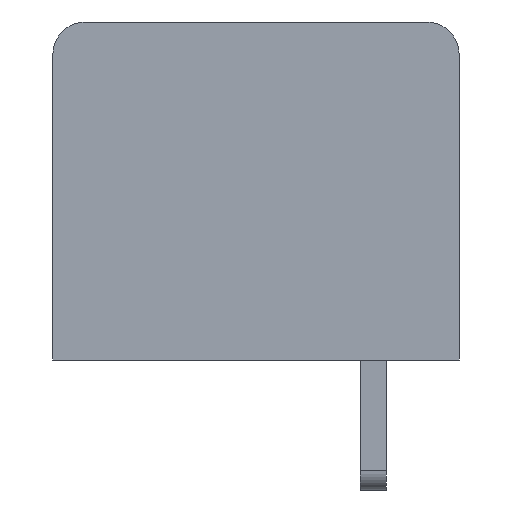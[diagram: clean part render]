
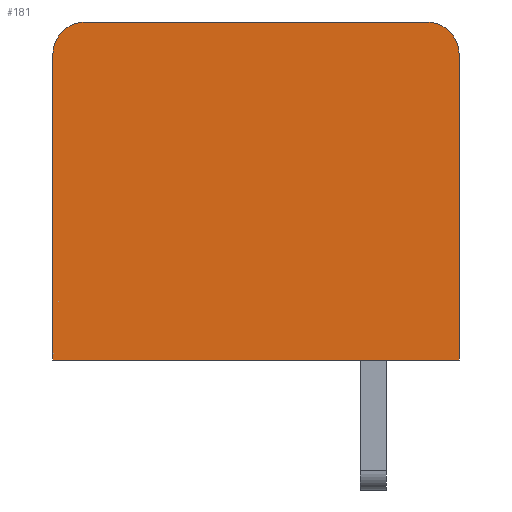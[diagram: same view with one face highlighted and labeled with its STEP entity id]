
A CAD part, left-side view. The second image highlights one B-rep face of the part: STEP entity #181.
In plain terms, the highlighted planar face has unit normal (-1, 0, 0).
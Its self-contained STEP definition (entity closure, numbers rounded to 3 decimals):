
#181=ADVANCED_FACE('',(#350),#351,.F.);
#350=FACE_OUTER_BOUND('',#505,.T.);
#351=PLANE('',#506);
#505=EDGE_LOOP('',(#878,#879,#880,#881,#882,#883));
#506=AXIS2_PLACEMENT_3D('',#884,#885,#886);
#878=ORIENTED_EDGE('',*,*,#1082,.F.);
#879=ORIENTED_EDGE('',*,*,#1085,.T.);
#880=ORIENTED_EDGE('',*,*,#971,.F.);
#881=ORIENTED_EDGE('',*,*,#1086,.T.);
#882=ORIENTED_EDGE('',*,*,#1072,.T.);
#883=ORIENTED_EDGE('',*,*,#1065,.T.);
#884=CARTESIAN_POINT('',(-3.81,6.25,10.4));
#885=DIRECTION('',(1.0,0.0,0.0));
#886=DIRECTION('',(0.0,0.0,-1.0));
#971=EDGE_CURVE('',#1150,#1145,#1152,.T.);
#1065=EDGE_CURVE('',#1291,#1292,#1293,.T.);
#1072=EDGE_CURVE('',#1303,#1291,#1304,.T.);
#1082=EDGE_CURVE('',#1316,#1292,#1318,.T.);
#1085=EDGE_CURVE('',#1316,#1145,#1321,.F.);
#1086=EDGE_CURVE('',#1150,#1303,#1322,.F.);
#1145=VERTEX_POINT('',#1400);
#1150=VERTEX_POINT('',#1407);
#1152=LINE('',#1410,#1411);
#1291=VERTEX_POINT('',#1610);
#1292=VERTEX_POINT('',#1611);
#1293=LINE('',#1612,#1613);
#1303=VERTEX_POINT('',#1628);
#1304=LINE('',#1629,#1630);
#1316=VERTEX_POINT('',#1646);
#1318=LINE('',#1649,#1650);
#1321=CIRCLE('',#1654,1.0);
#1322=CIRCLE('',#1655,1.0);
#1400=CARTESIAN_POINT('',(-3.81,-5.25,10.4));
#1407=CARTESIAN_POINT('',(-3.81,5.25,10.4));
#1410=CARTESIAN_POINT('',(-3.81,6.25,10.4));
#1411=VECTOR('',#1700,1.0);
#1610=CARTESIAN_POINT('',(-3.81,6.25,0.0));
#1611=CARTESIAN_POINT('',(-3.81,-6.25,0.0));
#1612=CARTESIAN_POINT('',(-3.81,6.25,0.0));
#1613=VECTOR('',#1782,1.0);
#1628=CARTESIAN_POINT('',(-3.81,6.25,9.4));
#1629=CARTESIAN_POINT('',(-3.81,6.25,10.4));
#1630=VECTOR('',#1788,1.0);
#1646=CARTESIAN_POINT('',(-3.81,-6.25,9.4));
#1649=CARTESIAN_POINT('',(-3.81,-6.25,10.4));
#1650=VECTOR('',#1800,1.0);
#1654=AXIS2_PLACEMENT_3D('',#1802,#1803,#1804);
#1655=AXIS2_PLACEMENT_3D('',#1805,#1806,#1807);
#1700=DIRECTION('',(0.0,-1.0,0.0));
#1782=DIRECTION('',(0.0,-1.0,0.0));
#1788=DIRECTION('',(0.0,0.0,-1.0));
#1800=DIRECTION('',(0.0,0.0,-1.0));
#1802=CARTESIAN_POINT('',(-3.81,-5.25,9.4));
#1803=DIRECTION('',(1.0,0.0,0.0));
#1804=DIRECTION('',(0.0,0.0,-1.0));
#1805=CARTESIAN_POINT('',(-3.81,5.25,9.4));
#1806=DIRECTION('',(1.0,0.0,0.0));
#1807=DIRECTION('',(0.0,0.0,-1.0));
